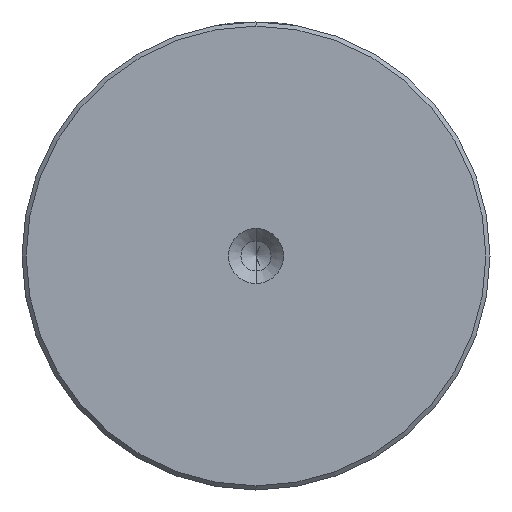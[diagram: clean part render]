
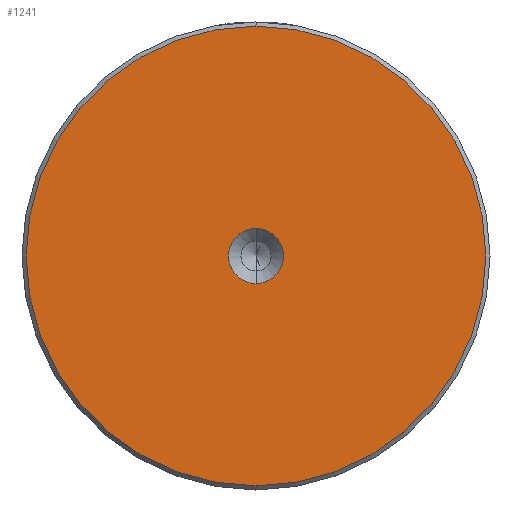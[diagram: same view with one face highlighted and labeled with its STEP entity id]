
A CAD part, left-side view. The second image highlights one B-rep face of the part: STEP entity #1241.
In plain terms, the highlighted planar face has unit normal (-1, 0, 0).
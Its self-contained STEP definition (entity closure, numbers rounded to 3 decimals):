
#142 = DIRECTION ( 'NONE',  ( -1., 0., 0. ) ) ;
#170 = DIRECTION ( 'NONE',  ( -1., 0., 0. ) ) ;
#217 = DIRECTION ( 'NONE',  ( 0., 0., 1. ) ) ;
#242 = EDGE_CURVE ( 'NONE', #1617, #1812, #2343, .T. ) ;
#249 = VERTEX_POINT ( 'NONE', #1284 ) ;
#269 = CARTESIAN_POINT ( 'NONE',  ( 0., 0., 27.5 ) ) ;
#359 = CARTESIAN_POINT ( 'NONE',  ( 0., 0., 0. ) ) ;
#439 = ORIENTED_EDGE ( 'NONE', *, *, #1441, .F. ) ;
#447 = EDGE_LOOP ( 'NONE', ( #439, #1763 ) ) ;
#495 = EDGE_CURVE ( 'NONE', #249, #1798, #1898, .T. ) ;
#758 = CIRCLE ( 'NONE', #1209, 3.3 ) ;
#795 = EDGE_CURVE ( 'NONE', #1798, #249, #1031, .T. ) ;
#889 = AXIS2_PLACEMENT_3D ( 'NONE', #1659, #1622, #1780 ) ;
#1031 = CIRCLE ( 'NONE', #2007, 27.5 ) ;
#1209 = AXIS2_PLACEMENT_3D ( 'NONE', #1236, #142, #1409 ) ;
#1236 = CARTESIAN_POINT ( 'NONE',  ( 0., 0., 0. ) ) ;
#1241 = ADVANCED_FACE ( 'NONE', ( #2082, #2144 ), #1399, .T. ) ;
#1284 = CARTESIAN_POINT ( 'NONE',  ( 0., 0., -27.5 ) ) ;
#1378 = DIRECTION ( 'NONE',  ( 0., 0., 1. ) ) ;
#1384 = AXIS2_PLACEMENT_3D ( 'NONE', #1582, #1407, #1378 ) ;
#1399 = PLANE ( 'NONE',  #1384 ) ;
#1407 = DIRECTION ( 'NONE',  ( -1., 0., 0. ) ) ;
#1409 = DIRECTION ( 'NONE',  ( 0., 0., 1. ) ) ;
#1441 = EDGE_CURVE ( 'NONE', #1812, #1617, #758, .T. ) ;
#1551 = ORIENTED_EDGE ( 'NONE', *, *, #795, .T. ) ;
#1582 = CARTESIAN_POINT ( 'NONE',  ( 0., 0., 0. ) ) ;
#1617 = VERTEX_POINT ( 'NONE', #1644 ) ;
#1622 = DIRECTION ( 'NONE',  ( -1., 0., 0. ) ) ;
#1644 = CARTESIAN_POINT ( 'NONE',  ( 0., 0., -3.3 ) ) ;
#1659 = CARTESIAN_POINT ( 'NONE',  ( 0., 0., 0. ) ) ;
#1687 = DIRECTION ( 'NONE',  ( 0., 0., 1. ) ) ;
#1697 = DIRECTION ( 'NONE',  ( -1., 0., 0. ) ) ;
#1705 = CARTESIAN_POINT ( 'NONE',  ( 0., 0., 0. ) ) ;
#1763 = ORIENTED_EDGE ( 'NONE', *, *, #242, .F. ) ;
#1780 = DIRECTION ( 'NONE',  ( 0., 0., 1. ) ) ;
#1798 = VERTEX_POINT ( 'NONE', #269 ) ;
#1812 = VERTEX_POINT ( 'NONE', #2062 ) ;
#1814 = AXIS2_PLACEMENT_3D ( 'NONE', #359, #170, #217 ) ;
#1898 = CIRCLE ( 'NONE', #1814, 27.5 ) ;
#1963 = EDGE_LOOP ( 'NONE', ( #2085, #1551 ) ) ;
#2007 = AXIS2_PLACEMENT_3D ( 'NONE', #1705, #1697, #1687 ) ;
#2062 = CARTESIAN_POINT ( 'NONE',  ( 0., 0., 3.3 ) ) ;
#2082 = FACE_OUTER_BOUND ( 'NONE', #1963, .T. ) ;
#2085 = ORIENTED_EDGE ( 'NONE', *, *, #495, .T. ) ;
#2144 = FACE_BOUND ( 'NONE', #447, .T. ) ;
#2343 = CIRCLE ( 'NONE', #889, 3.3 ) ;
